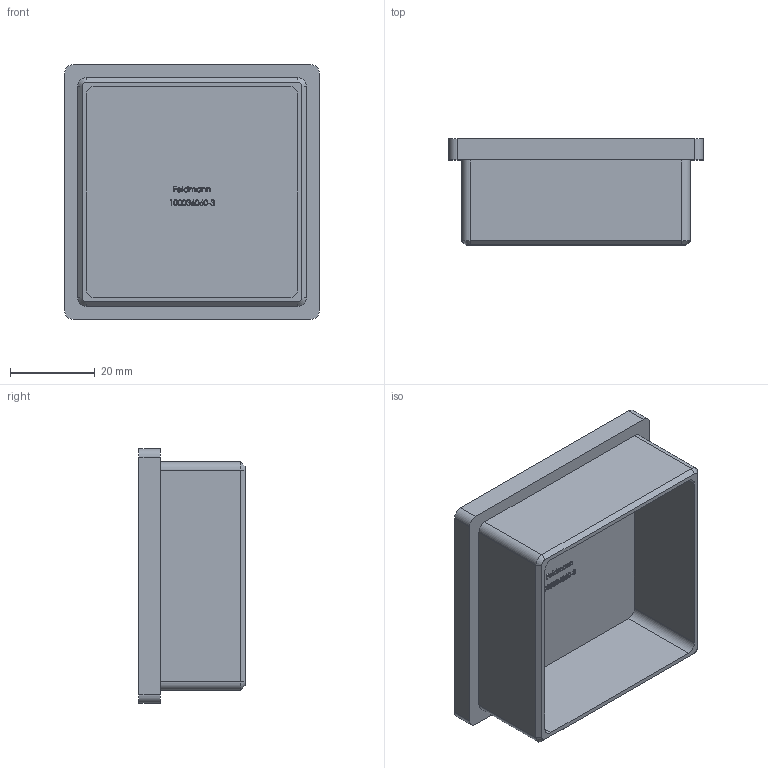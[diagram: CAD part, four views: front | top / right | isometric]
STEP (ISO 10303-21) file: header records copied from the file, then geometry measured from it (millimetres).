
FILE_DESCRIPTION (( 'STEP AP203' ), '1' );
FILE_NAME ('100036060-3.step', '2018-12-19T09:25:17', ( '' ), ( '' ), 'SwSTEP 2.0', 'SolidWorks 2015', '' );
FILE_SCHEMA (( 'CONFIG_CONTROL_DESIGN' ));
Length unit declared in the file: millimetre
Products named in the file (1): 100036060-3
Bounding box: 60 x 25 x 60 mm (x, y, z)
Volume: 26165.3 mm3; surface area: 16412.1 mm2
Topology: 1 solids, 1 shells, 280 faces, 733 edges, 486 vertices
Faces by surface type: bspline 139, plane 125, cylinder 12, cone 4
Entity records: 16796 total; most frequent: CARTESIAN_POINT 10751, ORIENTED_EDGE 1466, DIRECTION 767, EDGE_CURVE 733, VERTEX_POINT 486, VECTOR 427, LINE 427, EDGE_LOOP 311
